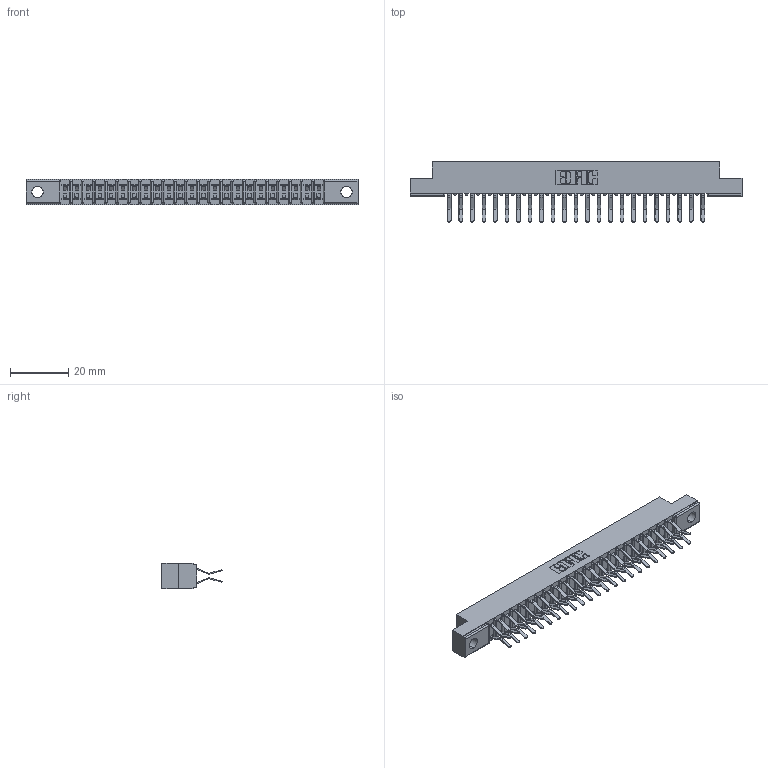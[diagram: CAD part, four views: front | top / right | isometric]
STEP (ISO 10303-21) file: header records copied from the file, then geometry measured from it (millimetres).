
FILE_DESCRIPTION (( 'STEP AP203' ), '1' );
FILE_NAME ('307-046-460-202.STEP', '2020-09-30T03:07:46', ( '' ), ( '' ), 'SwSTEP 2.0', 'SolidWorks 2020', '' );
FILE_SCHEMA (( 'CONFIG_CONTROL_DESIGN' ));
Length unit declared in the file: inch
Products named in the file (3): 307-290-001_560; 307-046-460-202; 307 Part_.128 Dia Mounting Holes
Assembly tree (47 placements, depth 2):
  307-046-460-202
    307 Part_.128 Dia Mounting Holes
    307-290-001_560  x46
Bounding box: 114.15 x 20.73 x 8.71 mm (x, y, z)
Volume: 7435.8 mm3; surface area: 13380.7 mm2
Topology: 47 solids, 47 shells, 2442 faces, 6855 edges, 4442 vertices
Faces by surface type: plane 1588, cylinder 806, sphere 48
Entity records: 22902 total; most frequent: CARTESIAN_POINT 3751, ORIENTED_EDGE 3714, DIRECTION 3683, EDGE_CURVE 1857, LINE 1415, VECTOR 1415, VERTEX_POINT 1202, AXIS2_PLACEMENT_3D 1134
